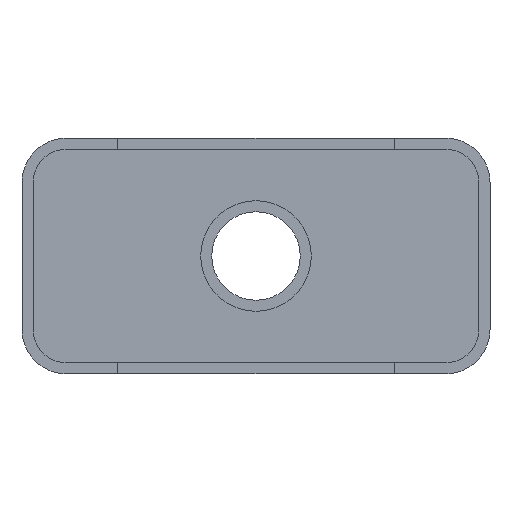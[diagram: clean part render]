
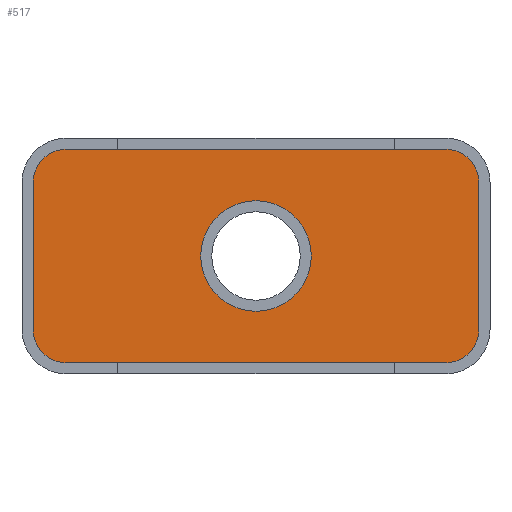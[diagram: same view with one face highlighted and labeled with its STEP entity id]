
A CAD part, front view. The second image highlights one B-rep face of the part: STEP entity #517.
In plain terms, the highlighted planar face has unit normal (0, -1, 0).
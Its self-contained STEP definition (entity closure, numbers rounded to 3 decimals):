
#1=CARTESIAN_POINT('',(0.,75.,0.));
#2=DIRECTION('',(0.,1.,0.));
#3=DIRECTION('',(1.,0.,0.));
#4=AXIS2_PLACEMENT_3D('',#1,#2,#3);
#23=DIRECTION('',(1.,0.,0.));
#24=VECTOR('',#23,34.3);
#25=CARTESIAN_POINT('',(-17.15,75.,-9.65));
#26=LINE('',#25,#24);
#155=DIRECTION('',(-1.,0.,0.));
#156=VECTOR('',#155,34.3);
#157=CARTESIAN_POINT('',(17.15,75.,9.65));
#158=LINE('',#157,#156);
#286=CARTESIAN_POINT('',(0.,75.,0.));
#287=DIRECTION('',(0.,1.,0.));
#288=DIRECTION('',(-1.,0.,0.));
#289=AXIS2_PLACEMENT_3D('',#286,#287,#288);
#309=CARTESIAN_POINT('',(17.15,75.,6.65));
#310=DIRECTION('',(0.,1.,0.));
#311=DIRECTION('',(0.,0.,1.));
#312=AXIS2_PLACEMENT_3D('',#309,#310,#311);
#318=DIRECTION('',(0.,0.,1.));
#319=VECTOR('',#318,13.3);
#320=CARTESIAN_POINT('',(20.15,75.,-6.65));
#321=LINE('',#320,#319);
#326=CARTESIAN_POINT('',(17.15,75.,-6.65));
#327=DIRECTION('',(0.,1.,0.));
#328=DIRECTION('',(1.,0.,0.));
#329=AXIS2_PLACEMENT_3D('',#326,#327,#328);
#335=CARTESIAN_POINT('',(-17.15,75.,6.65));
#336=DIRECTION('',(0.,1.,0.));
#337=DIRECTION('',(-1.,0.,0.));
#338=AXIS2_PLACEMENT_3D('',#335,#336,#337);
#344=DIRECTION('',(0.,0.,-1.));
#345=VECTOR('',#344,13.3);
#346=CARTESIAN_POINT('',(-20.15,75.,6.65));
#347=LINE('',#346,#345);
#352=CARTESIAN_POINT('',(-17.15,75.,-6.65));
#353=DIRECTION('',(0.,1.,0.));
#354=DIRECTION('',(0.,0.,-1.));
#355=AXIS2_PLACEMENT_3D('',#352,#353,#354);
#421=CARTESIAN_POINT('',(-17.15,75.,-9.65));
#422=CARTESIAN_POINT('',(17.15,75.,-9.65));
#423=VERTEX_POINT('',#421);
#424=VERTEX_POINT('',#422);
#425=CARTESIAN_POINT('',(20.15,75.,-6.65));
#426=VERTEX_POINT('',#425);
#427=CARTESIAN_POINT('',(20.15,75.,6.65));
#428=VERTEX_POINT('',#427);
#429=CARTESIAN_POINT('',(17.15,75.,9.65));
#430=VERTEX_POINT('',#429);
#431=CARTESIAN_POINT('',(-17.15,75.,9.65));
#432=VERTEX_POINT('',#431);
#433=CARTESIAN_POINT('',(-20.15,75.,6.65));
#434=VERTEX_POINT('',#433);
#435=CARTESIAN_POINT('',(-20.15,75.,-6.65));
#436=VERTEX_POINT('',#435);
#469=CARTESIAN_POINT('',(5.,75.,0.));
#470=CARTESIAN_POINT('',(-5.,75.,0.));
#471=VERTEX_POINT('',#469);
#472=VERTEX_POINT('',#470);
#489=CARTESIAN_POINT('',(0.,75.,0.));
#490=DIRECTION('',(0.,1.,0.));
#491=DIRECTION('',(-1.,0.,0.));
#492=AXIS2_PLACEMENT_3D('',#489,#490,#491);
#493=PLANE('',#492);
#495=ORIENTED_EDGE('',*,*,#494,.F.);
#497=ORIENTED_EDGE('',*,*,#496,.T.);
#499=ORIENTED_EDGE('',*,*,#498,.F.);
#501=ORIENTED_EDGE('',*,*,#500,.T.);
#503=ORIENTED_EDGE('',*,*,#502,.F.);
#505=ORIENTED_EDGE('',*,*,#504,.T.);
#507=ORIENTED_EDGE('',*,*,#506,.F.);
#509=ORIENTED_EDGE('',*,*,#508,.T.);
#510=EDGE_LOOP('',(#495,#497,#499,#501,#503,#505,#507,#509));
#511=FACE_OUTER_BOUND('',#510,.F.);
#512=ORIENTED_EDGE('',*,*,#478,.F.);
#514=ORIENTED_EDGE('',*,*,#513,.F.);
#515=EDGE_LOOP('',(#512,#514));
#516=FACE_BOUND('',#515,.F.);
#517=ADVANCED_FACE('',(#511,#516),#493,.F.);
#5=CIRCLE('',#4,5.);
#290=CIRCLE('',#289,5.);
#313=CIRCLE('',#312,3.);
#330=CIRCLE('',#329,3.);
#339=CIRCLE('',#338,3.);
#356=CIRCLE('',#355,3.);
#478=EDGE_CURVE('',#471,#472,#5,.T.);
#494=EDGE_CURVE('',#423,#424,#26,.T.);
#496=EDGE_CURVE('',#423,#436,#356,.T.);
#498=EDGE_CURVE('',#434,#436,#347,.T.);
#500=EDGE_CURVE('',#434,#432,#339,.T.);
#502=EDGE_CURVE('',#430,#432,#158,.T.);
#504=EDGE_CURVE('',#430,#428,#313,.T.);
#506=EDGE_CURVE('',#426,#428,#321,.T.);
#508=EDGE_CURVE('',#426,#424,#330,.T.);
#513=EDGE_CURVE('',#472,#471,#290,.T.);
